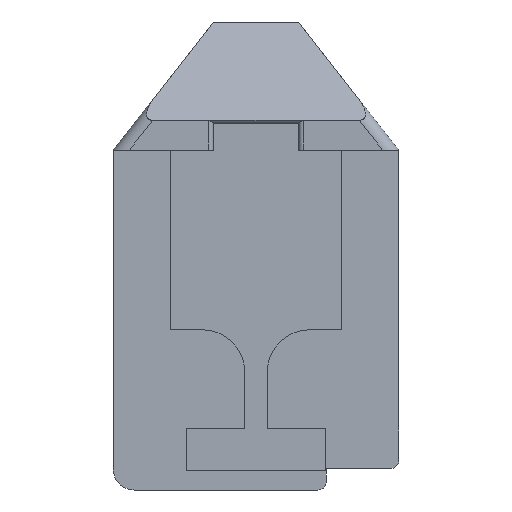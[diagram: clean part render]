
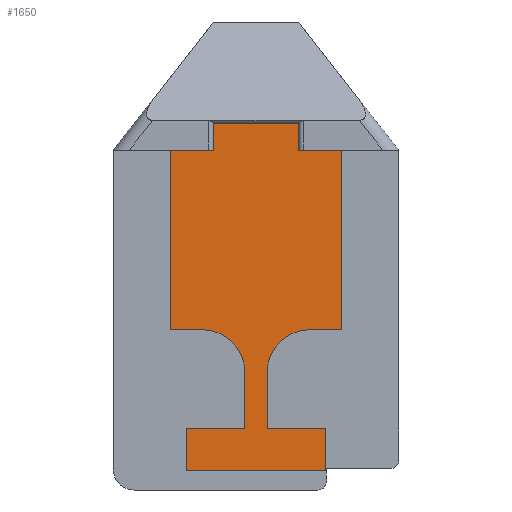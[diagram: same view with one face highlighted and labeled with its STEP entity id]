
A CAD part, front view. The second image highlights one B-rep face of the part: STEP entity #1650.
In plain terms, the highlighted planar face has unit normal (0, -1, 0).
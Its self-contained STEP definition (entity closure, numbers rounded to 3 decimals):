
#11 = VECTOR ( 'NONE', #1122, 1000. ) ;
#28 = VECTOR ( 'NONE', #42, 1000. ) ;
#34 = CARTESIAN_POINT ( 'NONE',  ( 16.35, 0., 0. ) ) ;
#41 = VECTOR ( 'NONE', #1263, 1000. ) ;
#42 = DIRECTION ( 'NONE',  ( 0., 0., 1. ) ) ;
#80 = CARTESIAN_POINT ( 'NONE',  ( -10., 0., 75. ) ) ;
#81 = CARTESIAN_POINT ( 'NONE',  ( -20.1, 0., 75. ) ) ;
#84 = CARTESIAN_POINT ( 'NONE',  ( -2.6, 0., 9.85 ) ) ;
#88 = DIRECTION ( 'NONE',  ( -1., 0., 0. ) ) ;
#120 = CARTESIAN_POINT ( 'NONE',  ( -20.1, 0., 33. ) ) ;
#126 = LINE ( 'NONE', #689, #11 ) ;
#141 = ORIENTED_EDGE ( 'NONE', *, *, #719, .F. ) ;
#162 = DIRECTION ( 'NONE',  ( 1., 0., 0. ) ) ;
#165 = CARTESIAN_POINT ( 'NONE',  ( 10., 0., 75. ) ) ;
#167 = VECTOR ( 'NONE', #1883, 1000. ) ;
#195 = VERTEX_POINT ( 'NONE', #715 ) ;
#200 = ORIENTED_EDGE ( 'NONE', *, *, #1521, .F. ) ;
#210 = VERTEX_POINT ( 'NONE', #1469 ) ;
#234 = DIRECTION ( 'NONE',  ( 0., 0., 1. ) ) ;
#242 = CARTESIAN_POINT ( 'NONE',  ( 0., 0., 0. ) ) ;
#244 = CARTESIAN_POINT ( 'NONE',  ( 16.35, 0., 0. ) ) ;
#246 = LINE ( 'NONE', #80, #41 ) ;
#297 = DIRECTION ( 'NONE',  ( 0., 0., 1. ) ) ;
#310 = CARTESIAN_POINT ( 'NONE',  ( 2.6, 0., 9.85 ) ) ;
#319 = VERTEX_POINT ( 'NONE', #1063 ) ;
#329 = ORIENTED_EDGE ( 'NONE', *, *, #1187, .F. ) ;
#335 = VERTEX_POINT ( 'NONE', #913 ) ;
#347 = VERTEX_POINT ( 'NONE', #1334 ) ;
#351 = ORIENTED_EDGE ( 'NONE', *, *, #495, .T. ) ;
#364 = DIRECTION ( 'NONE',  ( 1., 0., 0. ) ) ;
#381 = DIRECTION ( 'NONE',  ( 0., 0., 1. ) ) ;
#389 = DIRECTION ( 'NONE',  ( 0., 0., 1. ) ) ;
#394 = CARTESIAN_POINT ( 'NONE',  ( -10., 0., 85. ) ) ;
#402 = FACE_OUTER_BOUND ( 'NONE', #487, .T. ) ;
#408 = LINE ( 'NONE', #1622, #709 ) ;
#415 = VECTOR ( 'NONE', #1890, 1000. ) ;
#428 = CARTESIAN_POINT ( 'NONE',  ( -16.35, 0., 0. ) ) ;
#451 = VERTEX_POINT ( 'NONE', #494 ) ;
#485 = EDGE_CURVE ( 'NONE', #895, #1107, #1165, .T. ) ;
#487 = EDGE_LOOP ( 'NONE', ( #1348, #1230, #907, #1690, #1336, #593, #1682, #944, #1848, #200, #1380, #1660, #141, #1782, #351, #1822, #329, #1658 ) ) ;
#493 = VERTEX_POINT ( 'NONE', #525 ) ;
#494 = CARTESIAN_POINT ( 'NONE',  ( -20.1, 0., 75. ) ) ;
#495 = EDGE_CURVE ( 'NONE', #1525, #547, #1479, .T. ) ;
#512 = VECTOR ( 'NONE', #713, 1000. ) ;
#525 = CARTESIAN_POINT ( 'NONE',  ( 20.1, 0., 75. ) ) ;
#547 = VERTEX_POINT ( 'NONE', #1231 ) ;
#558 = EDGE_CURVE ( 'NONE', #335, #1574, #246, .T. ) ;
#559 = CARTESIAN_POINT ( 'NONE',  ( -10., 0., 85. ) ) ;
#561 = AXIS2_PLACEMENT_3D ( 'NONE', #1841, #967, #389 ) ;
#564 = LINE ( 'NONE', #428, #1270 ) ;
#574 = CARTESIAN_POINT ( 'NONE',  ( 20.1, 0., 75. ) ) ;
#585 = VECTOR ( 'NONE', #1701, 1000. ) ;
#593 = ORIENTED_EDGE ( 'NONE', *, *, #1779, .T. ) ;
#594 = CARTESIAN_POINT ( 'NONE',  ( 2.6, 0., 33. ) ) ;
#623 = DIRECTION ( 'NONE',  ( 0., 0., 1. ) ) ;
#627 = EDGE_CURVE ( 'NONE', #1458, #210, #564, .T. ) ;
#656 = AXIS2_PLACEMENT_3D ( 'NONE', #1108, #940, #381 ) ;
#689 = CARTESIAN_POINT ( 'NONE',  ( 0., 0., 0. ) ) ;
#699 = EDGE_CURVE ( 'NONE', #1369, #936, #883, .T. ) ;
#709 = VECTOR ( 'NONE', #162, 1000. ) ;
#713 = DIRECTION ( 'NONE',  ( 0., 0., 1. ) ) ;
#715 = CARTESIAN_POINT ( 'NONE',  ( 10., 0., 75. ) ) ;
#719 = EDGE_CURVE ( 'NONE', #347, #451, #1437, .T. ) ;
#729 = DIRECTION ( 'NONE',  ( 0., 0., 1. ) ) ;
#768 = LINE ( 'NONE', #34, #28 ) ;
#820 = LINE ( 'NONE', #574, #946 ) ;
#822 = VERTEX_POINT ( 'NONE', #244 ) ;
#851 = EDGE_CURVE ( 'NONE', #822, #1458, #126, .T. ) ;
#883 = LINE ( 'NONE', #1133, #415 ) ;
#895 = VERTEX_POINT ( 'NONE', #1790 ) ;
#903 = VECTOR ( 'NONE', #729, 1000. ) ;
#907 = ORIENTED_EDGE ( 'NONE', *, *, #699, .T. ) ;
#913 = CARTESIAN_POINT ( 'NONE',  ( -10., 0., 75. ) ) ;
#936 = VERTEX_POINT ( 'NONE', #1672 ) ;
#940 = DIRECTION ( 'NONE',  ( 0., 1., 0. ) ) ;
#944 = ORIENTED_EDGE ( 'NONE', *, *, #1435, .T. ) ;
#946 = VECTOR ( 'NONE', #88, 1000. ) ;
#967 = DIRECTION ( 'NONE',  ( 0., -1., 0. ) ) ;
#1011 = VERTEX_POINT ( 'NONE', #1210 ) ;
#1012 = CARTESIAN_POINT ( 'NONE',  ( -16.35, 0., 0. ) ) ;
#1035 = LINE ( 'NONE', #310, #903 ) ;
#1037 = EDGE_CURVE ( 'NONE', #451, #335, #1126, .T. ) ;
#1063 = CARTESIAN_POINT ( 'NONE',  ( 10., 0., 85. ) ) ;
#1069 = CARTESIAN_POINT ( 'NONE',  ( 20.1, 0., 33. ) ) ;
#1081 = VECTOR ( 'NONE', #1250, 1000. ) ;
#1104 = CARTESIAN_POINT ( 'NONE',  ( -12.6, 0., 33. ) ) ;
#1107 = VERTEX_POINT ( 'NONE', #1705 ) ;
#1108 = CARTESIAN_POINT ( 'NONE',  ( -12.6, 0., 23. ) ) ;
#1122 = DIRECTION ( 'NONE',  ( -1., 0., 0. ) ) ;
#1126 = LINE ( 'NONE', #81, #1669 ) ;
#1133 = CARTESIAN_POINT ( 'NONE',  ( 16.35, 0., 9.85 ) ) ;
#1165 = CIRCLE ( 'NONE', #561, 10. ) ;
#1187 = EDGE_CURVE ( 'NONE', #210, #1546, #408, .T. ) ;
#1210 = CARTESIAN_POINT ( 'NONE',  ( 20.1, 0., 33. ) ) ;
#1230 = ORIENTED_EDGE ( 'NONE', *, *, #1377, .T. ) ;
#1231 = CARTESIAN_POINT ( 'NONE',  ( -2.6, 0., 23. ) ) ;
#1237 = VECTOR ( 'NONE', #1625, 1000. ) ;
#1250 = DIRECTION ( 'NONE',  ( 0., 0., 1. ) ) ;
#1263 = DIRECTION ( 'NONE',  ( 0., 0., 1. ) ) ;
#1268 = AXIS2_PLACEMENT_3D ( 'NONE', #242, #1548, #234 ) ;
#1270 = VECTOR ( 'NONE', #297, 1000. ) ;
#1296 = CARTESIAN_POINT ( 'NONE',  ( -2.6, 0., 33. ) ) ;
#1310 = EDGE_CURVE ( 'NONE', #1011, #493, #1482, .T. ) ;
#1334 = CARTESIAN_POINT ( 'NONE',  ( -20.1, 0., 33. ) ) ;
#1336 = ORIENTED_EDGE ( 'NONE', *, *, #485, .F. ) ;
#1348 = ORIENTED_EDGE ( 'NONE', *, *, #851, .F. ) ;
#1369 = VERTEX_POINT ( 'NONE', #1494 ) ;
#1377 = EDGE_CURVE ( 'NONE', #822, #1369, #768, .T. ) ;
#1380 = ORIENTED_EDGE ( 'NONE', *, *, #558, .F. ) ;
#1397 = LINE ( 'NONE', #1856, #1081 ) ;
#1432 = LINE ( 'NONE', #559, #585 ) ;
#1435 = EDGE_CURVE ( 'NONE', #493, #195, #820, .T. ) ;
#1437 = LINE ( 'NONE', #120, #512 ) ;
#1442 = LINE ( 'NONE', #594, #1237 ) ;
#1458 = VERTEX_POINT ( 'NONE', #1012 ) ;
#1469 = CARTESIAN_POINT ( 'NONE',  ( -16.35, 0., 9.85 ) ) ;
#1471 = LINE ( 'NONE', #1296, #167 ) ;
#1479 = CIRCLE ( 'NONE', #656, 10. ) ;
#1482 = LINE ( 'NONE', #1069, #1776 ) ;
#1494 = CARTESIAN_POINT ( 'NONE',  ( 16.35, 0., 9.85 ) ) ;
#1521 = EDGE_CURVE ( 'NONE', #1574, #319, #1432, .T. ) ;
#1525 = VERTEX_POINT ( 'NONE', #1104 ) ;
#1546 = VERTEX_POINT ( 'NONE', #84 ) ;
#1548 = DIRECTION ( 'NONE',  ( 0., 1., 0. ) ) ;
#1574 = VERTEX_POINT ( 'NONE', #394 ) ;
#1599 = LINE ( 'NONE', #165, #1884 ) ;
#1622 = CARTESIAN_POINT ( 'NONE',  ( -16.35, 0., 9.85 ) ) ;
#1625 = DIRECTION ( 'NONE',  ( 1., 0., 0. ) ) ;
#1645 = EDGE_CURVE ( 'NONE', #1546, #547, #1397, .T. ) ;
#1650 = ADVANCED_FACE ( 'NONE', ( #402 ), #1837, .F. ) ;
#1658 = ORIENTED_EDGE ( 'NONE', *, *, #627, .F. ) ;
#1660 = ORIENTED_EDGE ( 'NONE', *, *, #1037, .F. ) ;
#1669 = VECTOR ( 'NONE', #364, 1000. ) ;
#1672 = CARTESIAN_POINT ( 'NONE',  ( 2.6, 0., 9.85 ) ) ;
#1682 = ORIENTED_EDGE ( 'NONE', *, *, #1310, .T. ) ;
#1690 = ORIENTED_EDGE ( 'NONE', *, *, #1715, .T. ) ;
#1701 = DIRECTION ( 'NONE',  ( 1., 0., 0. ) ) ;
#1705 = CARTESIAN_POINT ( 'NONE',  ( 2.6, 0., 23. ) ) ;
#1713 = EDGE_CURVE ( 'NONE', #1525, #347, #1471, .T. ) ;
#1715 = EDGE_CURVE ( 'NONE', #936, #1107, #1035, .T. ) ;
#1733 = EDGE_CURVE ( 'NONE', #195, #319, #1599, .T. ) ;
#1776 = VECTOR ( 'NONE', #623, 1000. ) ;
#1778 = DIRECTION ( 'NONE',  ( 0., 0., 1. ) ) ;
#1779 = EDGE_CURVE ( 'NONE', #895, #1011, #1442, .T. ) ;
#1782 = ORIENTED_EDGE ( 'NONE', *, *, #1713, .F. ) ;
#1790 = CARTESIAN_POINT ( 'NONE',  ( 12.6, 0., 33. ) ) ;
#1822 = ORIENTED_EDGE ( 'NONE', *, *, #1645, .F. ) ;
#1837 = PLANE ( 'NONE',  #1268 ) ;
#1841 = CARTESIAN_POINT ( 'NONE',  ( 12.6, 0., 23. ) ) ;
#1848 = ORIENTED_EDGE ( 'NONE', *, *, #1733, .T. ) ;
#1856 = CARTESIAN_POINT ( 'NONE',  ( -2.6, 0., 9.85 ) ) ;
#1883 = DIRECTION ( 'NONE',  ( -1., 0., 0. ) ) ;
#1884 = VECTOR ( 'NONE', #1778, 1000. ) ;
#1890 = DIRECTION ( 'NONE',  ( -1., 0., 0. ) ) ;
